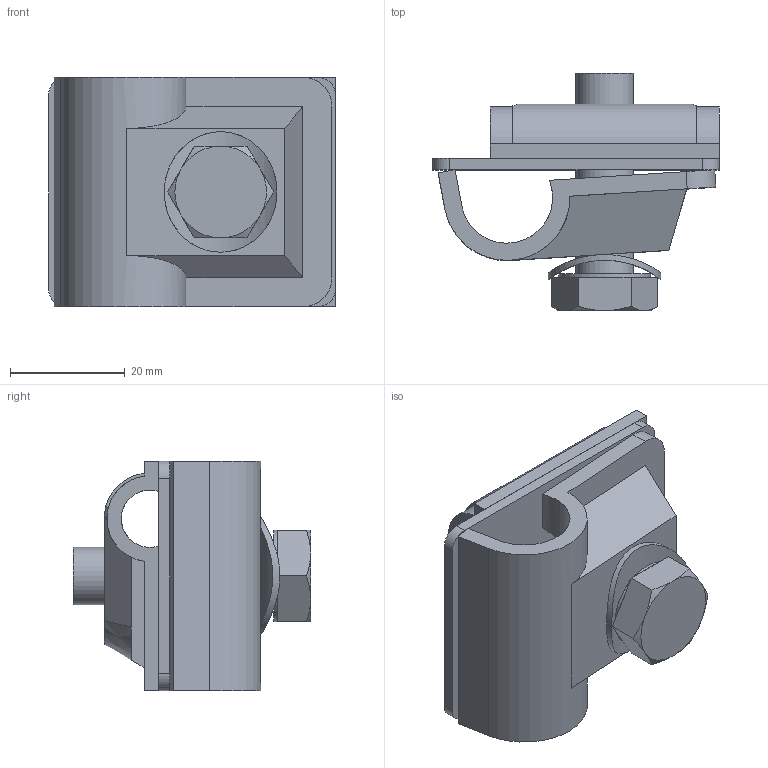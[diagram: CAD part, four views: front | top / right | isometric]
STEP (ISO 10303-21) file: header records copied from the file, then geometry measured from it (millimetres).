
FILE_DESCRIPTION (( 'STEP AP214' ), '1' );
FILE_NAME ('5311590.stp', '2023-04-11T12:37:28', ( '' ), ( '' ), 'SwSTEP 2.0', 'SolidWorks 2022', '' );
FILE_SCHEMA (( 'AUTOMOTIVE_DESIGN' ));
Length unit declared in the file: millimetre
Products named in the file (6): 5311590; 012601; 020982_M10 x 35; 074320; 013622_gebogene Darstellung; 049064
Assembly tree (5 placements, depth 2):
  5311590
    049064
    012601
    074320
    020982_M10 x 35
    013622_gebogene Darstellung
Bounding box: 50 x 41.4 x 40 mm (x, y, z)
Volume: 21855.6 mm3; surface area: 17443.7 mm2
Topology: 5 solids, 5 shells, 100 faces, 252 edges, 163 vertices
Faces by surface type: plane 71, cylinder 20, cone 8, bspline 1
Full cylindrical faces by diameter (mm): 8.5 x1, 10 x1, 10.5 x2, 16 x1
Entity records: 3687 total; most frequent: CARTESIAN_POINT 970, ORIENTED_EDGE 488, DIRECTION 485, EDGE_CURVE 244, AXIS2_PLACEMENT_3D 162, VECTOR 161, LINE 161, VERTEX_POINT 161
